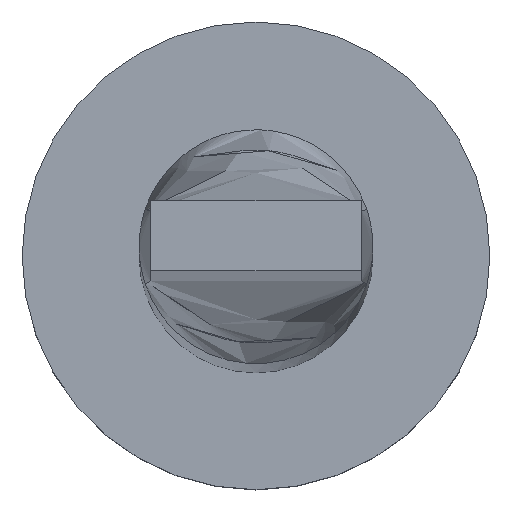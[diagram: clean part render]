
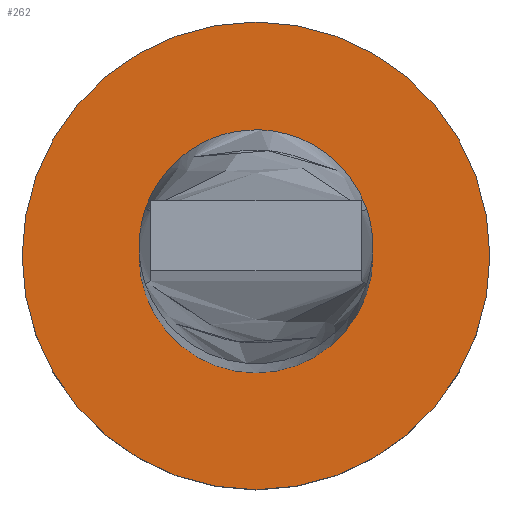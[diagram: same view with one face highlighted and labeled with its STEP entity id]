
A CAD part, top view. The second image highlights one B-rep face of the part: STEP entity #262.
In plain terms, the highlighted planar face has unit normal (0, 0, 1).
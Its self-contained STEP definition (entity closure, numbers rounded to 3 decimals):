
#18 = CARTESIAN_POINT ( 'NONE',  ( 5., 0., 3. ) ) ;
#27 = CARTESIAN_POINT ( 'NONE',  ( 2.5, 0., 3. ) ) ;
#38 = ORIENTED_EDGE ( 'NONE', *, *, #254, .T. ) ;
#73 = CIRCLE ( 'NONE', #399, 5. ) ;
#76 = PLANE ( 'NONE',  #147 ) ;
#79 = FACE_OUTER_BOUND ( 'NONE', #301, .T. ) ;
#90 = VERTEX_POINT ( 'NONE', #579 ) ;
#147 = AXIS2_PLACEMENT_3D ( 'NONE', #426, #166, #339 ) ;
#150 = DIRECTION ( 'NONE',  ( 0., 0., 1. ) ) ;
#162 = ORIENTED_EDGE ( 'NONE', *, *, #485, .F. ) ;
#166 = DIRECTION ( 'NONE',  ( 0., 0., 1. ) ) ;
#192 = CARTESIAN_POINT ( 'NONE',  ( 0., 0., 3. ) ) ;
#211 = ORIENTED_EDGE ( 'NONE', *, *, #509, .T. ) ;
#224 = VERTEX_POINT ( 'NONE', #379 ) ;
#233 = DIRECTION ( 'NONE',  ( 1., 0., 0. ) ) ;
#252 = ORIENTED_EDGE ( 'NONE', *, *, #581, .F. ) ;
#254 = EDGE_CURVE ( 'NONE', #561, #90, #73, .T. ) ;
#262 = ADVANCED_FACE ( 'NONE', ( #389, #79 ), #76, .T. ) ;
#275 = CARTESIAN_POINT ( 'NONE',  ( 0., 0., 3. ) ) ;
#280 = DIRECTION ( 'NONE',  ( 1., 0., 0. ) ) ;
#289 = DIRECTION ( 'NONE',  ( 1., 0., 0. ) ) ;
#295 = CARTESIAN_POINT ( 'NONE',  ( 0., 0., 3. ) ) ;
#297 = CIRCLE ( 'NONE', #518, 5. ) ;
#301 = EDGE_LOOP ( 'NONE', ( #211, #38 ) ) ;
#304 = DIRECTION ( 'NONE',  ( 0., 0., 1. ) ) ;
#314 = VERTEX_POINT ( 'NONE', #27 ) ;
#339 = DIRECTION ( 'NONE',  ( 1., 0., 0. ) ) ;
#379 = CARTESIAN_POINT ( 'NONE',  ( -2.5, 0., 3. ) ) ;
#389 = FACE_BOUND ( 'NONE', #395, .T. ) ;
#395 = EDGE_LOOP ( 'NONE', ( #162, #252 ) ) ;
#399 = AXIS2_PLACEMENT_3D ( 'NONE', #295, #304, #473 ) ;
#416 = AXIS2_PLACEMENT_3D ( 'NONE', #555, #476, #289 ) ;
#425 = CIRCLE ( 'NONE', #447, 2.5 ) ;
#426 = CARTESIAN_POINT ( 'NONE',  ( 0., 0., 3. ) ) ;
#447 = AXIS2_PLACEMENT_3D ( 'NONE', #275, #150, #233 ) ;
#473 = DIRECTION ( 'NONE',  ( 1., 0., 0. ) ) ;
#476 = DIRECTION ( 'NONE',  ( 0., 0., 1. ) ) ;
#485 = EDGE_CURVE ( 'NONE', #224, #314, #425, .T. ) ;
#492 = CIRCLE ( 'NONE', #416, 2.5 ) ;
#503 = DIRECTION ( 'NONE',  ( 0., 0., 1. ) ) ;
#509 = EDGE_CURVE ( 'NONE', #90, #561, #297, .T. ) ;
#518 = AXIS2_PLACEMENT_3D ( 'NONE', #192, #503, #280 ) ;
#555 = CARTESIAN_POINT ( 'NONE',  ( 0., 0., 3. ) ) ;
#561 = VERTEX_POINT ( 'NONE', #18 ) ;
#579 = CARTESIAN_POINT ( 'NONE',  ( -5., 0., 3. ) ) ;
#581 = EDGE_CURVE ( 'NONE', #314, #224, #492, .T. ) ;
